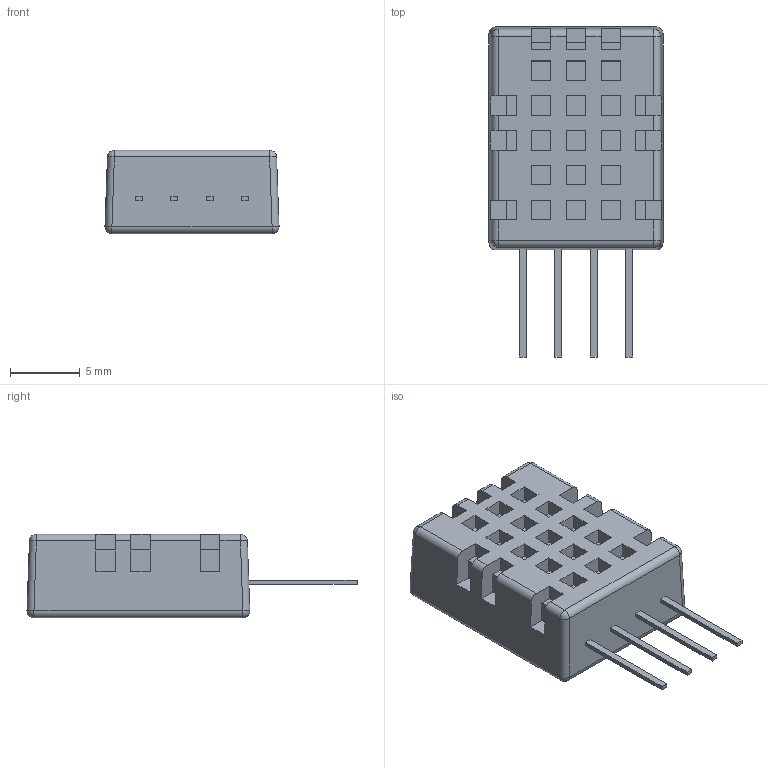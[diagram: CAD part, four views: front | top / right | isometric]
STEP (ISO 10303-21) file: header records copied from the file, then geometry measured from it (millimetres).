
FILE_DESCRIPTION (( 'STEP AP214' ), '1' );
FILE_NAME ('DHT11.STEP', '2025-02-13T11:38:14', ( 'LENOVO' ), ( '' ), 'SwSTEP 2.0', 'SolidWorks 2021', '' );
FILE_SCHEMA (( 'AUTOMOTIVE_DESIGN' ));
Length unit declared in the file: millimetre
Products named in the file (1): DHT11
Bounding box: 12.5 x 23.7 x 6 mm (x, y, z)
Volume: 1091.5 mm3; surface area: 1503.2 mm2
Topology: 6 solids, 6 shells, 167 faces, 497 edges, 322 vertices
Faces by surface type: plane 138, cylinder 21, sphere 8
Entity records: 5604 total; most frequent: ORIENTED_EDGE 978, CARTESIAN_POINT 975, DIRECTION 867, EDGE_CURVE 489, VECTOR 447, LINE 447, VERTEX_POINT 318, AXIS2_PLACEMENT_3D 210
